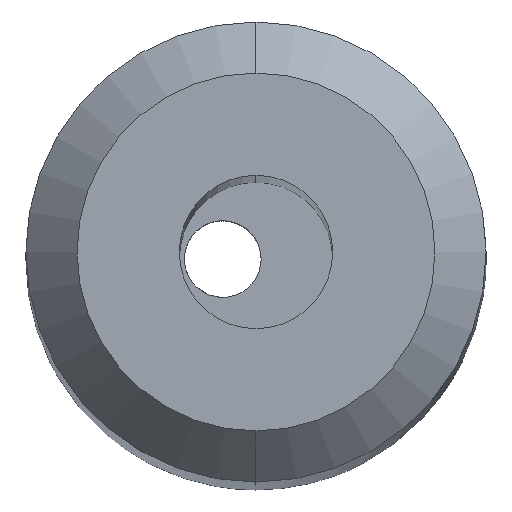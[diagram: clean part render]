
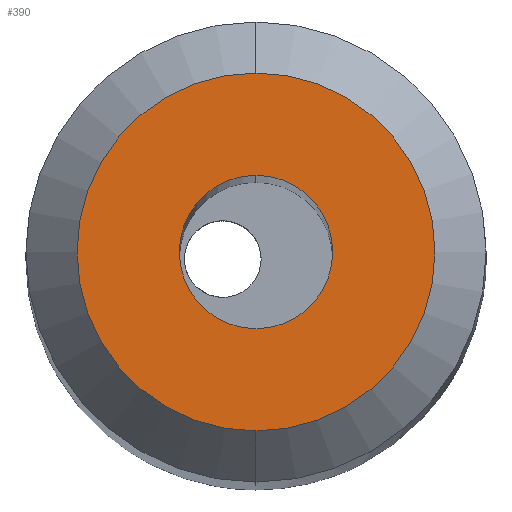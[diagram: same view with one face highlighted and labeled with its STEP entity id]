
A CAD part, top view. The second image highlights one B-rep face of the part: STEP entity #390.
In plain terms, the highlighted planar face has unit normal (0, 0, 1).
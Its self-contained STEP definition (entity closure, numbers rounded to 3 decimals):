
#342=EDGE_CURVE('NONE',#948,#708,#994,.T.);
#390=ADVANCED_FACE('NONE',(#1047,#1048),#1049,.F.);
#532=VERTEX_POINT('NONE',#1206);
#696=EDGE_CURVE('NONE',#708,#948,#1384,.T.);
#708=VERTEX_POINT('NONE',#1398);
#742=EDGE_CURVE('NONE',#766,#532,#1440,.T.);
#754=EDGE_CURVE('NONE',#532,#766,#1454,.T.);
#766=VERTEX_POINT('NONE',#1468);
#948=VERTEX_POINT('NONE',#1666);
#994=CIRCLE('',#1703,3.5);
#1047=FACE_OUTER_BOUND('',#1815,.T.);
#1048=FACE_BOUND('',#1816,.T.);
#1049=PLANE('',#1817);
#1206=CARTESIAN_POINT('',(0.,-1.5,79.0));
#1384=CIRCLE('',#2512,3.5);
#1398=CARTESIAN_POINT('',(0.0,-3.5,79.0));
#1440=CIRCLE('',#2596,1.5);
#1454=CIRCLE('',#2625,1.5);
#1468=CARTESIAN_POINT('',(0.0,1.5,79.0));
#1666=CARTESIAN_POINT('',(0.,3.5,79.0));
#1703=AXIS2_PLACEMENT_3D('',#3075,#3076,#3077);
#1815=EDGE_LOOP('',(#3130,#3131));
#1816=EDGE_LOOP('',(#3132,#3133));
#1817=AXIS2_PLACEMENT_3D('',#3134,#3135,#3136);
#2512=AXIS2_PLACEMENT_3D('',#3483,#3484,#3485);
#2596=AXIS2_PLACEMENT_3D('',#3581,#3582,#3583);
#2625=AXIS2_PLACEMENT_3D('',#3596,#3597,#3598);
#3075=CARTESIAN_POINT('',(0.0,0.0,79.0));
#3076=DIRECTION('',(-0.0,0.0,1.0));
#3077=DIRECTION('',(0.0,-1.0,0.0));
#3130=ORIENTED_EDGE('',*,*,#696,.T.);
#3131=ORIENTED_EDGE('',*,*,#342,.T.);
#3132=ORIENTED_EDGE('',*,*,#742,.F.);
#3133=ORIENTED_EDGE('',*,*,#754,.F.);
#3134=CARTESIAN_POINT('',(-1.5,0.0,79.0));
#3135=DIRECTION('',(0.0,0.0,-1.0));
#3136=DIRECTION('',(-1.0,0.0,0.0));
#3483=CARTESIAN_POINT('',(0.0,0.0,79.0));
#3484=DIRECTION('',(-0.0,0.0,1.0));
#3485=DIRECTION('',(0.0,-1.0,0.0));
#3581=CARTESIAN_POINT('',(0.0,0.0,79.0));
#3582=DIRECTION('',(0.0,-0.0,1.0));
#3583=DIRECTION('',(0.0,1.0,0.0));
#3596=CARTESIAN_POINT('',(0.0,0.0,79.0));
#3597=DIRECTION('',(0.0,-0.0,1.0));
#3598=DIRECTION('',(0.0,1.0,0.0));
